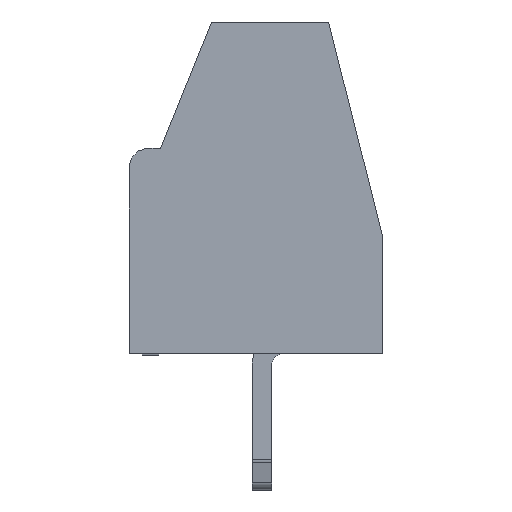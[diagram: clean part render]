
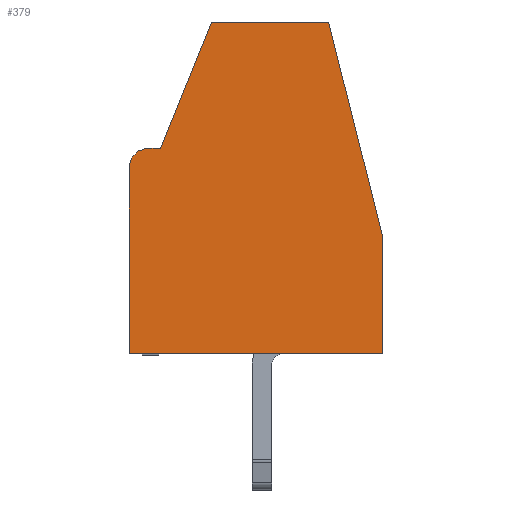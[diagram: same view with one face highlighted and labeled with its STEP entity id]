
A CAD part, left-side view. The second image highlights one B-rep face of the part: STEP entity #379.
In plain terms, the highlighted planar face has unit normal (-1, 0, 0).
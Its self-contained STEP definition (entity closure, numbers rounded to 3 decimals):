
#379=ADVANCED_FACE('',(#1092),#1093,.F.);
#1092=FACE_OUTER_BOUND('',#2166,.T.);
#1093=PLANE('',#2167);
#2166=EDGE_LOOP('',(#3234,#3235,#3236,#3237,#3238,#3239,#3240,#3241));
#2167=AXIS2_PLACEMENT_3D('',#3242,#3243,#3244);
#3234=ORIENTED_EDGE('',*,*,#6564,.F.);
#3235=ORIENTED_EDGE('',*,*,#6565,.F.);
#3236=ORIENTED_EDGE('',*,*,#6566,.F.);
#3237=ORIENTED_EDGE('',*,*,#6567,.F.);
#3238=ORIENTED_EDGE('',*,*,#6568,.F.);
#3239=ORIENTED_EDGE('',*,*,#6569,.F.);
#3240=ORIENTED_EDGE('',*,*,#6570,.F.);
#3241=ORIENTED_EDGE('',*,*,#6571,.T.);
#3242=CARTESIAN_POINT('',(-2.79,0.0,0.0));
#3243=DIRECTION('',(1.0,0.0,0.0));
#3244=DIRECTION('',(0.0,-1.0,0.0));
#6564=EDGE_CURVE('',#7883,#7884,#7885,.T.);
#6565=EDGE_CURVE('',#7886,#7883,#7887,.T.);
#6566=EDGE_CURVE('',#7888,#7886,#7889,.T.);
#6567=EDGE_CURVE('',#7890,#7888,#7891,.T.);
#6568=EDGE_CURVE('',#7892,#7890,#7893,.T.);
#6569=EDGE_CURVE('',#7894,#7892,#7895,.T.);
#6570=EDGE_CURVE('',#7896,#7894,#7897,.T.);
#6571=EDGE_CURVE('',#7896,#7884,#7898,.T.);
#7883=VERTEX_POINT('',#9844);
#7884=VERTEX_POINT('',#9845);
#7885=LINE('',#9846,#9847);
#7886=VERTEX_POINT('',#9848);
#7887=LINE('',#9849,#9850);
#7888=VERTEX_POINT('',#9851);
#7889=LINE('',#9852,#9853);
#7890=VERTEX_POINT('',#9854);
#7891=LINE('',#9855,#9856);
#7892=VERTEX_POINT('',#9857);
#7893=LINE('',#9858,#9859);
#7894=VERTEX_POINT('',#9860);
#7895=LINE('',#9861,#9862);
#7896=VERTEX_POINT('',#9863);
#7897=LINE('',#9864,#9865);
#7898=CIRCLE('',#9866,0.5);
#9844=CARTESIAN_POINT('',(-2.79,2.952,-4.25));
#9845=CARTESIAN_POINT('',(-2.79,2.952,0.51));
#9846=CARTESIAN_POINT('',(-2.79,2.952,-4.25));
#9847=VECTOR('',#12675,1.0);
#9848=CARTESIAN_POINT('',(-2.79,-3.548,-4.25));
#9849=CARTESIAN_POINT('',(-2.79,-3.548,-4.25));
#9850=VECTOR('',#12676,1.0);
#9851=CARTESIAN_POINT('',(-2.79,-3.548,-1.25));
#9852=CARTESIAN_POINT('',(-2.79,-3.548,-1.25));
#9853=VECTOR('',#12677,1.0);
#9854=CARTESIAN_POINT('',(-2.79,-2.158,4.25));
#9855=CARTESIAN_POINT('',(-2.79,-2.158,4.25));
#9856=VECTOR('',#12678,1.0);
#9857=CARTESIAN_POINT('',(-2.79,0.842,4.25));
#9858=CARTESIAN_POINT('',(-2.79,0.842,4.25));
#9859=VECTOR('',#12679,1.0);
#9860=CARTESIAN_POINT('',(-2.79,2.152,1.01));
#9861=CARTESIAN_POINT('',(-2.79,2.152,1.01));
#9862=VECTOR('',#12680,1.0);
#9863=CARTESIAN_POINT('',(-2.79,2.452,1.01));
#9864=CARTESIAN_POINT('',(-2.79,2.452,1.01));
#9865=VECTOR('',#12681,1.0);
#9866=AXIS2_PLACEMENT_3D('',#12682,#12683,#12684);
#12675=DIRECTION('',(0.0,0.,1.0));
#12676=DIRECTION('',(0.0,1.0,0.0));
#12677=DIRECTION('',(0.0,0.0,-1.0));
#12678=DIRECTION('',(0.0,-0.245,-0.97));
#12679=DIRECTION('',(0.0,-1.0,0.0));
#12680=DIRECTION('',(0.0,-0.375,0.927));
#12681=DIRECTION('',(0.0,-1.0,0.));
#12682=CARTESIAN_POINT('',(-2.79,2.452,0.51));
#12683=DIRECTION('',(-1.0,0.0,0.0));
#12684=DIRECTION('',(0.0,0.,1.0));
